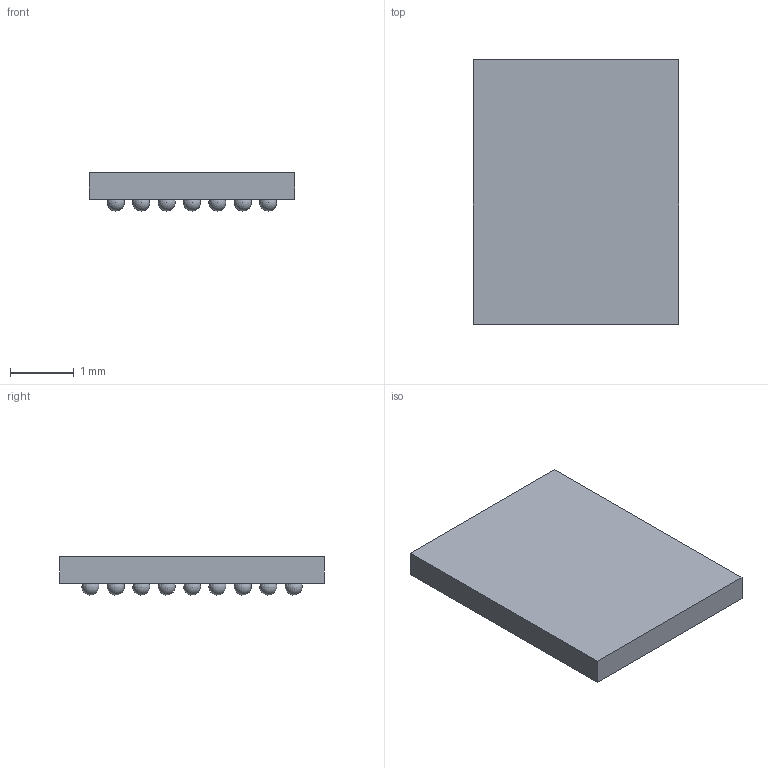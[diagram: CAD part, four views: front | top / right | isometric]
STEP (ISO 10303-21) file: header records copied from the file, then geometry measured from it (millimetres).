
FILE_DESCRIPTION(/* description */ (''),/* implementation_level */ '2;1');
FILE_NAME(/* name */ 'ST_WLCSP-63_Die427.step',/* time_stamp */ '2021-11-15T10:59:11+02:00',/* author */ (''),/* organization */ (''),/* preprocessor_version */ 'ST-DEVELOPER v18.1',/* originating_system */ 'Autodesk Translation Framework v10.10.0.1391',/* authorisation */ '');
FILE_SCHEMA (('AUTOMOTIVE_DESIGN { 1 0 10303 214 3 1 1 }'));
Length unit declared in the file: millimetre
Products named in the file (1): (Unsaved)
Bounding box: 3.23 x 4.16 x 0.6 mm (x, y, z)
Volume: 6 mm3; surface area: 46.1 mm2
Topology: 64 solids, 64 shells, 132 faces, 264 edges, 197 vertices
Faces by surface type: plane 69, sphere 63
Entity records: 2912 total; most frequent: DIRECTION 530, CARTESIAN_POINT 468, ORIENTED_EDGE 276, AXIS2_PLACEMENT_3D 259, VERTEX_POINT 197, EDGE_LOOP 195, EDGE_CURVE 138, FACE_OUTER_BOUND 132
